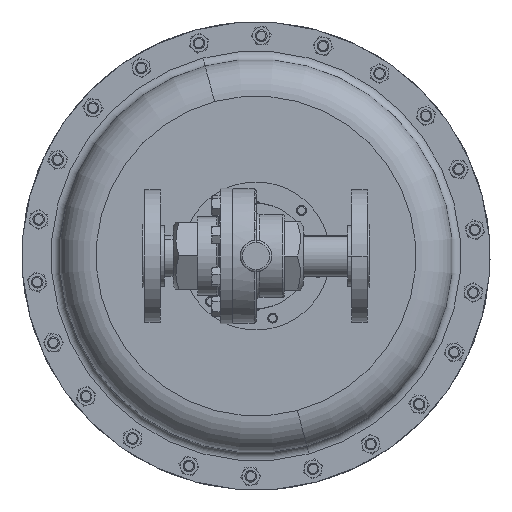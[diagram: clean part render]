
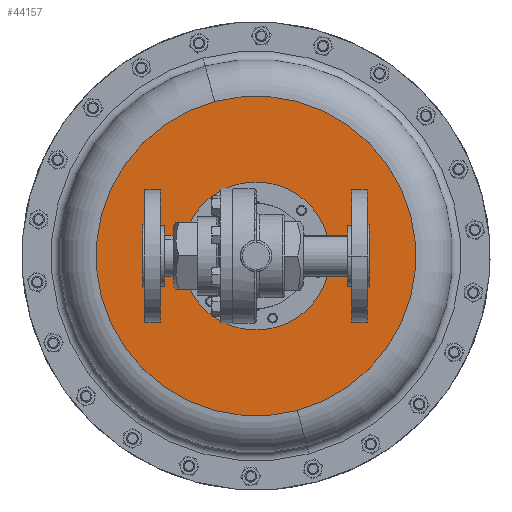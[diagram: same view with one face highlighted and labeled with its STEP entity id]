
A CAD part, front view. The second image highlights one B-rep face of the part: STEP entity #44157.
In plain terms, the highlighted planar face has unit normal (0, -1, 0).
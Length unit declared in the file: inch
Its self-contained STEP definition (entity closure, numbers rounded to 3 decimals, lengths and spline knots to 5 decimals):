
#2102 = DIRECTION ( 'NONE',  ( 0., 1., 0. ) ) ;
#2451 = ORIENTED_EDGE ( 'NONE', *, *, #14172, .T. ) ;
#2495 = AXIS2_PLACEMENT_3D ( 'NONE', #8156, #32571, #11648 ) ;
#3598 = DIRECTION ( 'NONE',  ( 0., 1., 0. ) ) ;
#4553 = CIRCLE ( 'NONE', #37093, 5.125 ) ;
#5547 = DIRECTION ( 'NONE',  ( 0., 1., 0. ) ) ;
#6814 = CARTESIAN_POINT ( 'NONE',  ( -0.15275, 9.93332, 5.71132 ) ) ;
#7000 = CARTESIAN_POINT ( 'NONE',  ( 3.20601, 9.93332, 2.35256 ) ) ;
#7023 = DIRECTION ( 'NONE',  ( -0.259, 0., 0.966 ) ) ;
#8156 = CARTESIAN_POINT ( 'NONE',  ( 1.52663, 9.93332, 4.03194 ) ) ;
#8705 = CARTESIAN_POINT ( 'NONE',  ( 2.85308, 9.93332, -0.91843 ) ) ;
#11648 = DIRECTION ( 'NONE',  ( 0.259, 0., -0.966 ) ) ;
#12746 = VERTEX_POINT ( 'NONE', #8705 ) ;
#13322 = FACE_BOUND ( 'NONE', #16078, .T. ) ;
#14172 = EDGE_CURVE ( 'NONE', #29234, #40069, #33000, .T. ) ;
#14407 = FACE_OUTER_BOUND ( 'NONE', #41920, .T. ) ;
#15598 = CIRCLE ( 'NONE', #2495, 5.125 ) ;
#16078 = EDGE_LOOP ( 'NONE', ( #35229, #2451 ) ) ;
#16081 = ORIENTED_EDGE ( 'NONE', *, *, #42707, .F. ) ;
#22994 = CARTESIAN_POINT ( 'NONE',  ( 1.52663, 9.93332, 4.03194 ) ) ;
#23877 = AXIS2_PLACEMENT_3D ( 'NONE', #41628, #27932, #7023 ) ;
#24512 = CARTESIAN_POINT ( 'NONE',  ( 1.52663, 9.93332, 4.03194 ) ) ;
#26475 = CARTESIAN_POINT ( 'NONE',  ( 1.52663, 9.93332, 4.03194 ) ) ;
#26515 = DIRECTION ( 'NONE',  ( -0.707, 0., 0.707 ) ) ;
#26548 = AXIS2_PLACEMENT_3D ( 'NONE', #22994, #2102, #26515 ) ;
#26893 = CARTESIAN_POINT ( 'NONE',  ( 0.20018, 9.93332, 8.98231 ) ) ;
#27808 = ORIENTED_EDGE ( 'NONE', *, *, #31303, .F. ) ;
#27932 = DIRECTION ( 'NONE',  ( 0., -1., 0. ) ) ;
#28018 = DIRECTION ( 'NONE',  ( 0.259, 0., -0.966 ) ) ;
#29234 = VERTEX_POINT ( 'NONE', #6814 ) ;
#29982 = DIRECTION ( 'NONE',  ( -0.707, 0., 0.707 ) ) ;
#31303 = EDGE_CURVE ( 'NONE', #44017, #12746, #4553, .T. ) ;
#32571 = DIRECTION ( 'NONE',  ( 0., 1., 0. ) ) ;
#33000 = CIRCLE ( 'NONE', #26548, 2.375 ) ;
#34767 = PLANE ( 'NONE',  #23877 ) ;
#35229 = ORIENTED_EDGE ( 'NONE', *, *, #44668, .T. ) ;
#37093 = AXIS2_PLACEMENT_3D ( 'NONE', #24512, #3598, #28018 ) ;
#39368 = AXIS2_PLACEMENT_3D ( 'NONE', #26475, #5547, #29982 ) ;
#40069 = VERTEX_POINT ( 'NONE', #7000 ) ;
#41628 = CARTESIAN_POINT ( 'NONE',  ( -3.42374, 9.93332, 2.70549 ) ) ;
#41699 = CIRCLE ( 'NONE', #39368, 2.375 ) ;
#41920 = EDGE_LOOP ( 'NONE', ( #16081, #27808 ) ) ;
#42707 = EDGE_CURVE ( 'NONE', #12746, #44017, #15598, .T. ) ;
#44017 = VERTEX_POINT ( 'NONE', #26893 ) ;
#44157 = ADVANCED_FACE ( 'NONE', ( #14407, #13322 ), #34767, .T. ) ;
#44668 = EDGE_CURVE ( 'NONE', #40069, #29234, #41699, .T. ) ;
